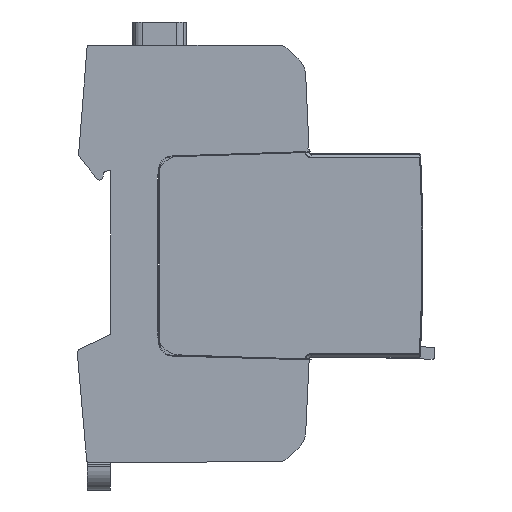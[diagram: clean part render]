
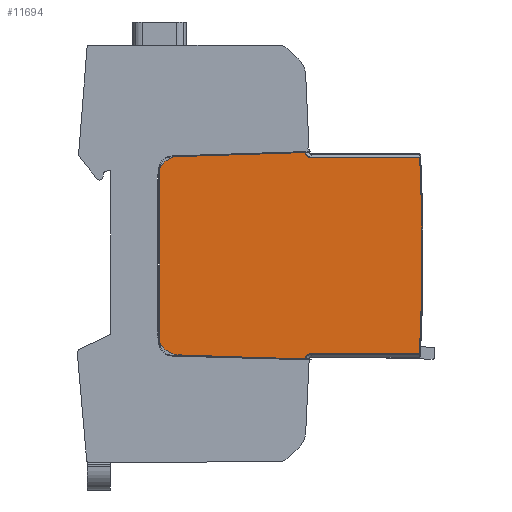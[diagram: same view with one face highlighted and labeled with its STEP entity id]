
A CAD part, left-side view. The second image highlights one B-rep face of the part: STEP entity #11694.
In plain terms, the highlighted face is planar.
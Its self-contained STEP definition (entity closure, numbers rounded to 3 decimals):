
#2632=DIRECTION('',(0.,1.,0.));
#2633=VECTOR('',#2632,0.179);
#2634=CARTESIAN_POINT('',(9.,31.503,-23.05));
#2635=LINE('',#2634,#2633);
#2640=CARTESIAN_POINT('',(9.,-342.811,0.));
#2641=DIRECTION('',(-1.,0.,0.));
#2642=DIRECTION('',(0.,0.999,0.051));
#2643=AXIS2_PLACEMENT_3D('',#2640,#2641,#2642);
#2645=CARTESIAN_POINT('',(9.,33.,-23.25));
#2646=DIRECTION('',(1.,0.,0.));
#2647=DIRECTION('',(0.,0.,1.));
#2648=AXIS2_PLACEMENT_3D('',#2645,#2646,#2647);
#2650=CARTESIAN_POINT('',(9.,33.,-23.25));
#2651=DIRECTION('',(1.,0.,0.));
#2652=DIRECTION('',(0.,-0.706,0.708));
#2653=AXIS2_PLACEMENT_3D('',#2650,#2651,#2652);
#2655=DIRECTION('',(0.,-1.,0.028));
#2656=VECTOR('',#2655,28.592);
#2657=CARTESIAN_POINT('',(9.,31.503,-23.05));
#2658=LINE('',#2657,#2656);
#2659=CARTESIAN_POINT('',(9.,3.,-19.45));
#2660=DIRECTION('',(-1.,0.,0.));
#2661=DIRECTION('',(0.,-0.028,-1.));
#2662=AXIS2_PLACEMENT_3D('',#2659,#2660,#2661);
#2664=CARTESIAN_POINT('',(9.,3.,17.844));
#2665=DIRECTION('',(-1.,0.,0.));
#2666=DIRECTION('',(0.,-1.,0.));
#2667=AXIS2_PLACEMENT_3D('',#2664,#2665,#2666);
#2669=DIRECTION('',(0.,0.999,0.032));
#2670=VECTOR('',#2669,28.606);
#2671=CARTESIAN_POINT('',(9.,2.911,20.642));
#2672=LINE('',#2671,#2670);
#2673=CARTESIAN_POINT('',(9.,33.,21.75));
#2674=DIRECTION('',(1.,0.,0.));
#2675=DIRECTION('',(0.,-0.989,-0.15));
#2676=AXIS2_PLACEMENT_3D('',#2673,#2674,#2675);
#2702=DIRECTION('',(0.,1.,0.));
#2703=VECTOR('',#2702,23.387);
#2704=CARTESIAN_POINT('',(9.,33.,-21.917));
#2705=LINE('',#2704,#2703);
#2845=DIRECTION('',(0.,-1.,0.));
#2846=VECTOR('',#2845,23.467);
#2847=CARTESIAN_POINT('',(9.,56.467,20.417));
#2848=LINE('',#2847,#2846);
#2877=DIRECTION('',(0.,-1.,0.));
#2878=VECTOR('',#2877,0.179);
#2879=CARTESIAN_POINT('',(9.,31.682,21.55));
#2880=LINE('',#2879,#2878);
#3038=DIRECTION('',(0.,0.,-1.));
#3039=VECTOR('',#3038,37.294);
#3040=CARTESIAN_POINT('',(9.,0.2,17.844));
#3041=LINE('',#3040,#3039);
#7660=CARTESIAN_POINT('',(9.,31.503,-23.05));
#7661=CARTESIAN_POINT('',(9.,31.682,-23.05));
#7662=VERTEX_POINT('',#7660);
#7663=VERTEX_POINT('',#7661);
#7664=CARTESIAN_POINT('',(9.,56.467,20.417));
#7665=CARTESIAN_POINT('',(9.,56.387,-21.917));
#7666=VERTEX_POINT('',#7664);
#7667=VERTEX_POINT('',#7665);
#7668=CARTESIAN_POINT('',(9.,33.,-21.917));
#7669=VERTEX_POINT('',#7668);
#7670=CARTESIAN_POINT('',(9.,32.058,-22.307));
#7671=VERTEX_POINT('',#7670);
#7672=CARTESIAN_POINT('',(9.,2.922,-22.249));
#7673=VERTEX_POINT('',#7672);
#7674=CARTESIAN_POINT('',(9.,0.2,-19.45));
#7675=VERTEX_POINT('',#7674);
#7676=CARTESIAN_POINT('',(9.,0.2,17.844));
#7677=VERTEX_POINT('',#7676);
#7678=CARTESIAN_POINT('',(9.,2.911,20.642));
#7679=VERTEX_POINT('',#7678);
#7680=CARTESIAN_POINT('',(9.,31.503,21.55));
#7681=VERTEX_POINT('',#7680);
#7682=CARTESIAN_POINT('',(9.,31.682,21.55));
#7683=VERTEX_POINT('',#7682);
#7684=CARTESIAN_POINT('',(9.,33.,20.417));
#7685=VERTEX_POINT('',#7684);
#11662=CARTESIAN_POINT('',(9.,0.,20.75));
#11663=DIRECTION('',(1.,0.,0.));
#11664=DIRECTION('',(0.,0.,-1.));
#11665=AXIS2_PLACEMENT_3D('',#11662,#11663,#11664);
#11666=PLANE('',#11665);
#11668=ORIENTED_EDGE('',*,*,#11667,.T.);
#11670=ORIENTED_EDGE('',*,*,#11669,.F.);
#11672=ORIENTED_EDGE('',*,*,#11671,.T.);
#11674=ORIENTED_EDGE('',*,*,#11673,.T.);
#11675=ORIENTED_EDGE('',*,*,#11645,.F.);
#11677=ORIENTED_EDGE('',*,*,#11676,.T.);
#11679=ORIENTED_EDGE('',*,*,#11678,.T.);
#11681=ORIENTED_EDGE('',*,*,#11680,.F.);
#11683=ORIENTED_EDGE('',*,*,#11682,.T.);
#11685=ORIENTED_EDGE('',*,*,#11684,.T.);
#11687=ORIENTED_EDGE('',*,*,#11686,.F.);
#11689=ORIENTED_EDGE('',*,*,#11688,.T.);
#11691=ORIENTED_EDGE('',*,*,#11690,.F.);
#11692=EDGE_LOOP('',(#11668,#11670,#11672,#11674,#11675,#11677,#11679,#11681,
#11683,#11685,#11687,#11689,#11691));
#11693=FACE_OUTER_BOUND('',#11692,.F.);
#2644=CIRCLE('',#2643,399.8);
#2649=CIRCLE('',#2648,1.333);
#2654=CIRCLE('',#2653,1.333);
#2663=CIRCLE('',#2662,2.8);
#2668=CIRCLE('',#2667,2.8);
#2677=CIRCLE('',#2676,1.333);
#11645=EDGE_CURVE('',#7662,#7663,#2635,.T.);
#11667=EDGE_CURVE('',#7666,#7667,#2644,.T.);
#11669=EDGE_CURVE('',#7669,#7667,#2705,.T.);
#11671=EDGE_CURVE('',#7669,#7671,#2649,.T.);
#11673=EDGE_CURVE('',#7671,#7663,#2654,.T.);
#11676=EDGE_CURVE('',#7662,#7673,#2658,.T.);
#11678=EDGE_CURVE('',#7673,#7675,#2663,.T.);
#11680=EDGE_CURVE('',#7677,#7675,#3041,.T.);
#11682=EDGE_CURVE('',#7677,#7679,#2668,.T.);
#11684=EDGE_CURVE('',#7679,#7681,#2672,.T.);
#11686=EDGE_CURVE('',#7683,#7681,#2880,.T.);
#11688=EDGE_CURVE('',#7683,#7685,#2677,.T.);
#11690=EDGE_CURVE('',#7666,#7685,#2848,.T.);
#11694=ADVANCED_FACE('',(#11693),#11666,.T.);
